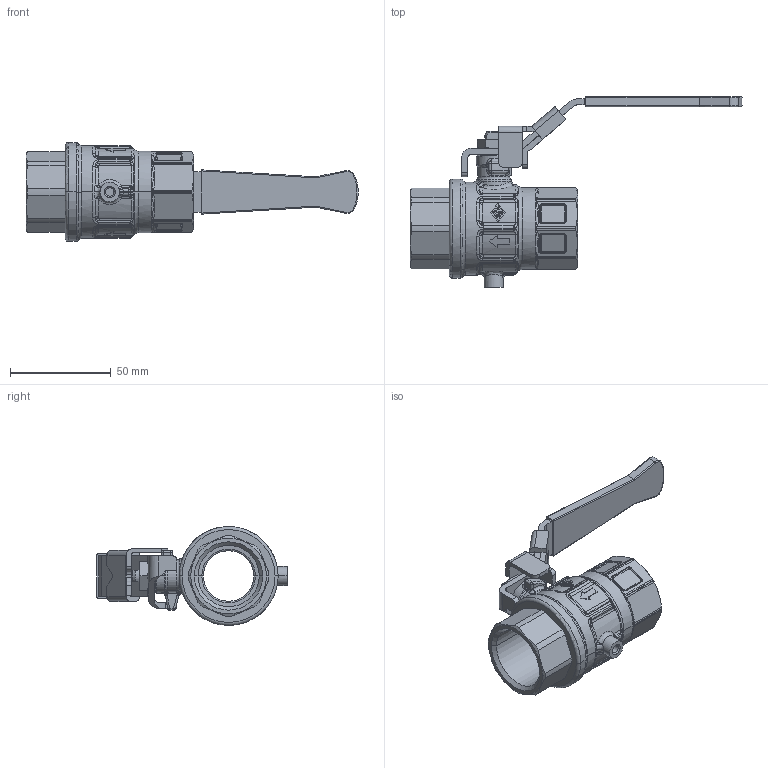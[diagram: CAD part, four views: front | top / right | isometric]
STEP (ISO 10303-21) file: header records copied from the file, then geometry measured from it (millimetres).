
FILE_DESCRIPTION(('Creo Elements/Direct Modeling STEP Export'),'2;1');
FILE_NAME('5110060000.stp','2021-05-25T12:06:46',(''),(''),'Creo Elements/Direct Modeling STEP processor for AP214 (Solid Model)','Creo Elements/Direct Modeling 20.1D 10-Oct-2020 (C) Parametric Technology GmbH','');
FILE_SCHEMA(('AUTOMOTIVE_DESIGN { 1 0 10303 214 1 1 1 1 }'));
Length unit declared in the file: millimetre
Products named in the file (2): 5110060000
Assembly tree (1 placements, depth 2):
  5110060000
    5110060000
Bounding box: 164.43 x 94.25 x 49 mm (x, y, z)
Volume: 83026.8 mm3; surface area: 31609.5 mm2
Topology: 1 solids, 1 shells, 774 faces, 1908 edges, 1155 vertices
Faces by surface type: plane 232, cylinder 216, bspline 188, torus 62, cone 45, sphere 31
Entity records: 33308 total; most frequent: CARTESIAN_POINT 14918, ORIENTED_EDGE 3812, DIRECTION 3063, EDGE_CURVE 1906, AXIS2_PLACEMENT_3D 1166, VERTEX_POINT 1155, EDGE_LOOP 803, FACE_OUTER_BOUND 774
